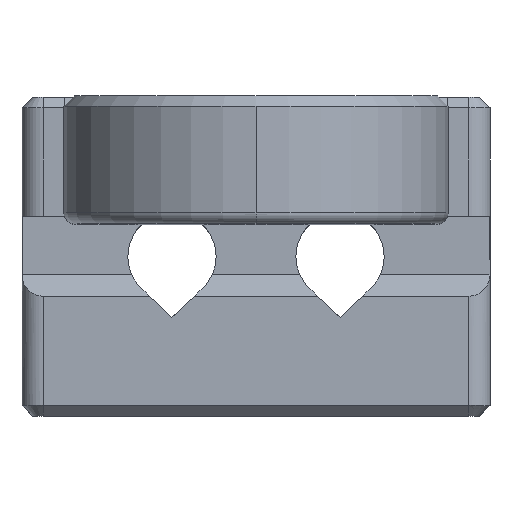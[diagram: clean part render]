
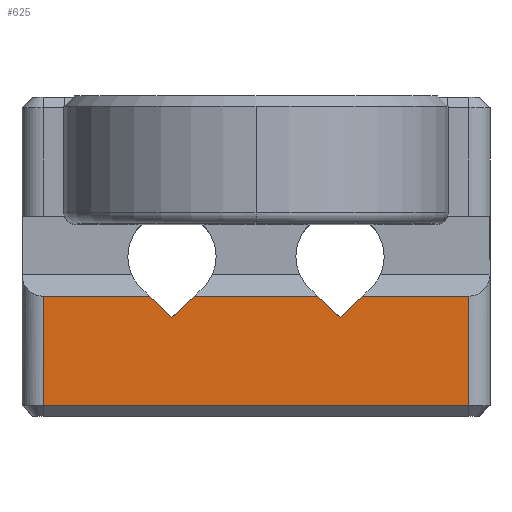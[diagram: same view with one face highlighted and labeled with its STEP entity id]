
A CAD part, top view. The second image highlights one B-rep face of the part: STEP entity #625.
In plain terms, the highlighted planar face has unit normal (0, 0, 1).
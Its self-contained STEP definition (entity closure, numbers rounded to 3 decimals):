
#97 = LINE ( 'NONE', #1066, #3466 ) ;
#125 = VERTEX_POINT ( 'NONE', #1656 ) ;
#202 = CARTESIAN_POINT ( 'NONE',  ( 6.847, -7.272, 0. ) ) ;
#246 = ORIENTED_EDGE ( 'NONE', *, *, #2586, .T. ) ;
#249 = EDGE_CURVE ( 'NONE', #3436, #125, #97, .T. ) ;
#273 = DIRECTION ( 'NONE',  ( 1., 0., 0. ) ) ;
#278 = DIRECTION ( 'NONE',  ( -1., 0., 0. ) ) ;
#280 = ORIENTED_EDGE ( 'NONE', *, *, #374, .T. ) ;
#374 = EDGE_CURVE ( 'NONE', #125, #975, #3651, .T. ) ;
#404 = VECTOR ( 'NONE', #2276, 1000. ) ;
#472 = DIRECTION ( 'NONE',  ( 0.728, -0.686, 0. ) ) ;
#500 = EDGE_CURVE ( 'NONE', #4349, #2179, #3381, .T. ) ;
#540 = LINE ( 'NONE', #202, #404 ) ;
#584 = ORIENTED_EDGE ( 'NONE', *, *, #2016, .T. ) ;
#605 = ORIENTED_EDGE ( 'NONE', *, *, #249, .T. ) ;
#625 = ADVANCED_FACE ( 'NONE', ( #4451 ), #1649, .T. ) ;
#634 = VECTOR ( 'NONE', #3277, 1000. ) ;
#637 = DIRECTION ( 'NONE',  ( 0., 0., 1. ) ) ;
#639 = LINE ( 'NONE', #2011, #785 ) ;
#771 = CARTESIAN_POINT ( 'NONE',  ( 2.505, 2.66, 0. ) ) ;
#785 = VECTOR ( 'NONE', #2119, 1000. ) ;
#793 = LINE ( 'NONE', #771, #1541 ) ;
#836 = AXIS2_PLACEMENT_3D ( 'NONE', #4430, #637, #273 ) ;
#975 = VERTEX_POINT ( 'NONE', #2973 ) ;
#1066 = CARTESIAN_POINT ( 'NONE',  ( -1.208, -1.283, 0. ) ) ;
#1092 = EDGE_CURVE ( 'NONE', #2021, #4239, #3499, .T. ) ;
#1094 = ORIENTED_EDGE ( 'NONE', *, *, #2935, .T. ) ;
#1119 = LINE ( 'NONE', #2184, #3371 ) ;
#1157 = CARTESIAN_POINT ( 'NONE',  ( 9.95, -4.35, 0. ) ) ;
#1231 = CARTESIAN_POINT ( 'NONE',  ( 3.102, -3.359, 0. ) ) ;
#1269 = VECTOR ( 'NONE', #1747, 1000. ) ;
#1412 = LINE ( 'NONE', #1702, #1844 ) ;
#1541 = VECTOR ( 'NONE', #472, 1000. ) ;
#1606 = EDGE_CURVE ( 'NONE', #4349, #4472, #793, .T. ) ;
#1649 = PLANE ( 'NONE',  #836 ) ;
#1656 = CARTESIAN_POINT ( 'NONE',  ( 0.998, -3.359, 0. ) ) ;
#1702 = CARTESIAN_POINT ( 'NONE',  ( -5., -8.5, 0. ) ) ;
#1747 = DIRECTION ( 'NONE',  ( -1., 0., 0. ) ) ;
#1780 = CARTESIAN_POINT ( 'NONE',  ( 16., -3.359, 0. ) ) ;
#1842 = LINE ( 'NONE', #3559, #634 ) ;
#1844 = VECTOR ( 'NONE', #2450, 1000. ) ;
#2011 = CARTESIAN_POINT ( 'NONE',  ( 16., -9., 0. ) ) ;
#2016 = EDGE_CURVE ( 'NONE', #2133, #2021, #639, .T. ) ;
#2021 = VERTEX_POINT ( 'NONE', #1780 ) ;
#2024 = ORIENTED_EDGE ( 'NONE', *, *, #1092, .T. ) ;
#2089 = CARTESIAN_POINT ( 'NONE',  ( 11.934, -3.359, 0. ) ) ;
#2119 = DIRECTION ( 'NONE',  ( 0., 1., 0. ) ) ;
#2133 = VERTEX_POINT ( 'NONE', #3538 ) ;
#2179 = VERTEX_POINT ( 'NONE', #1231 ) ;
#2184 = CARTESIAN_POINT ( 'NONE',  ( -4., -9., 0. ) ) ;
#2196 = DIRECTION ( 'NONE',  ( -1., 0., 0. ) ) ;
#2276 = DIRECTION ( 'NONE',  ( -0.728, -0.686, 0. ) ) ;
#2282 = VECTOR ( 'NONE', #278, 1000. ) ;
#2450 = DIRECTION ( 'NONE',  ( 1., 0., 0. ) ) ;
#2526 = CARTESIAN_POINT ( 'NONE',  ( -4., -8.5, 0. ) ) ;
#2586 = EDGE_CURVE ( 'NONE', #4239, #4472, #540, .T. ) ;
#2647 = EDGE_CURVE ( 'NONE', #975, #3570, #1119, .T. ) ;
#2656 = CARTESIAN_POINT ( 'NONE',  ( 11.002, -3.359, 0. ) ) ;
#2781 = ORIENTED_EDGE ( 'NONE', *, *, #2647, .T. ) ;
#2825 = DIRECTION ( 'NONE',  ( 0., -1., 0. ) ) ;
#2935 = EDGE_CURVE ( 'NONE', #3570, #2133, #1412, .T. ) ;
#2973 = CARTESIAN_POINT ( 'NONE',  ( -4., -3.359, 0. ) ) ;
#3012 = CARTESIAN_POINT ( 'NONE',  ( 4.034, -3.359, 0. ) ) ;
#3134 = DIRECTION ( 'NONE',  ( -0.728, 0.686, 0. ) ) ;
#3146 = CARTESIAN_POINT ( 'NONE',  ( 8.898, -3.359, 0. ) ) ;
#3175 = CARTESIAN_POINT ( 'NONE',  ( 2.05, -4.35, 0. ) ) ;
#3247 = ORIENTED_EDGE ( 'NONE', *, *, #1606, .F. ) ;
#3277 = DIRECTION ( 'NONE',  ( -0.728, -0.686, 0. ) ) ;
#3371 = VECTOR ( 'NONE', #2825, 1000. ) ;
#3381 = LINE ( 'NONE', #3012, #2282 ) ;
#3435 = EDGE_LOOP ( 'NONE', ( #2781, #1094, #584, #2024, #246, #3247, #3755, #4080, #605, #280 ) ) ;
#3436 = VERTEX_POINT ( 'NONE', #3175 ) ;
#3466 = VECTOR ( 'NONE', #3134, 1000. ) ;
#3499 = LINE ( 'NONE', #2089, #1269 ) ;
#3538 = CARTESIAN_POINT ( 'NONE',  ( 16., -8.5, 0. ) ) ;
#3559 = CARTESIAN_POINT ( 'NONE',  ( 3.134, -3.329, 0. ) ) ;
#3570 = VERTEX_POINT ( 'NONE', #2526 ) ;
#3651 = LINE ( 'NONE', #3998, #4048 ) ;
#3755 = ORIENTED_EDGE ( 'NONE', *, *, #500, .T. ) ;
#3998 = CARTESIAN_POINT ( 'NONE',  ( -5., -3.359, 0. ) ) ;
#4048 = VECTOR ( 'NONE', #2196, 1000. ) ;
#4080 = ORIENTED_EDGE ( 'NONE', *, *, #4126, .T. ) ;
#4126 = EDGE_CURVE ( 'NONE', #2179, #3436, #1842, .T. ) ;
#4239 = VERTEX_POINT ( 'NONE', #2656 ) ;
#4349 = VERTEX_POINT ( 'NONE', #3146 ) ;
#4430 = CARTESIAN_POINT ( 'NONE',  ( -5., -9., 0. ) ) ;
#4451 = FACE_OUTER_BOUND ( 'NONE', #3435, .T. ) ;
#4472 = VERTEX_POINT ( 'NONE', #1157 ) ;
